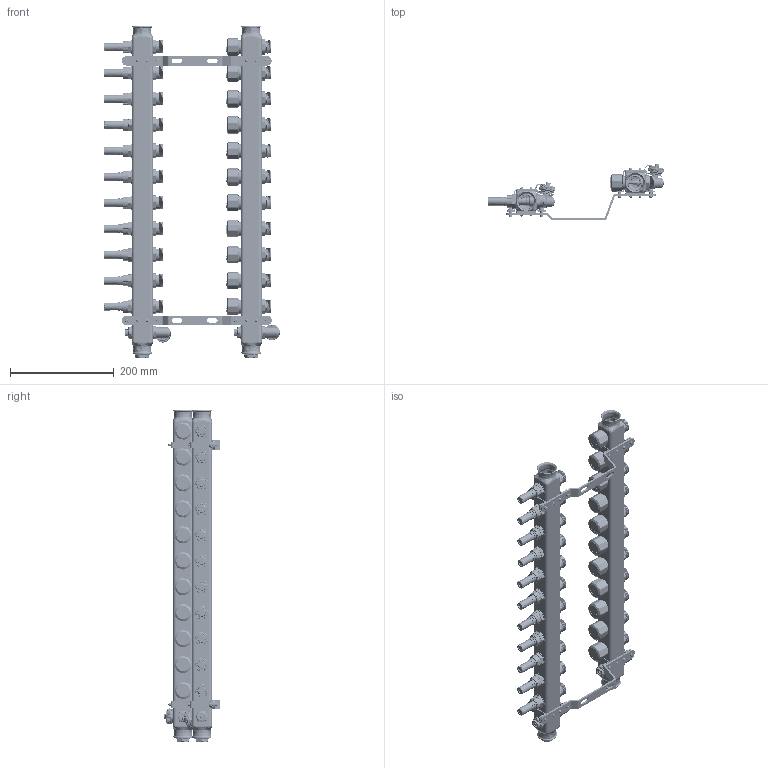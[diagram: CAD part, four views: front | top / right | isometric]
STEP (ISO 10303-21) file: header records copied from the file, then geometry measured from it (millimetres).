
FILE_DESCRIPTION (( 'STEP AP214' ), '1' );
FILE_NAME ('SSM-11RF.STEP', '2023-11-11T15:26:08', ( '' ), ( '' ), 'SwSTEP 2.0', 'SolidWorks 2018', '' );
FILE_SCHEMA (( 'AUTOMOTIVE_DESIGN' ));
Length unit declared in the file: millimetre
Products named in the file (51): 粟銅釱; O____10x2.5.STEP; 裝赽; 霜講數蚾饜极; O____13x1.5.STEP; 概郋郪蚾12; 囀鞠褒諉芛; 3100-15-02____.STEP; 齬ァ概呿蹋芛; 3100-15-04______.STEP; 祥凄詩裝赽; 326.200.00__________24.2x2.STEP; 媼芛簽; 3100-15-03____.STEP; 3100-15-05____.STEP; 粟銅概郋蚾饜极; 粟銅; O____7x1.5.STEP; 滑菸盓殤縐遠; W3100-15邿阨概.STEP; 蚾饜极す砎々; 呿蹋羲壽; 18X2; 18X2.5; 覦僅杶; 霜講數躇猾菜; W3100-15邿阨概; 砎蝶菁啣; 3100-15-01____.STEP; ѹñ; 肣菁啣; M6X12蹟佪; 粟銅杶; 7.6x1.9; 縐遠; O____22x2.STEP; SSM-11RF; 齬ァ概羲壽; O____16x1.9.STEP; 盓殤砎々18潔擒 ...
Assembly tree (114 placements, depth 5):
  SSM-11RF
    概郋郪蚾12
      懦伎鬥忒謫  x11
      囀鞠褒諉芛  x11
      粟銅概郋蚾饜极  x11
        媼芛簽
        ѹñ
        祥凄詩裝赽
        粟銅杶
        肣菁啣
        砎蝶菁啣
        7.6x1.9
        18X2.5
      12h
      黑簽
      W3100-15邿阨概
        W3100-15邿阨概.STEP
          3100-15-01____.STEP
          3100-15-02____.STEP
          3100-15-03____.STEP
          3100-15-04______.STEP
          O____10x2.5.STEP
          O____13x1.5.STEP
          O____7x1.5.STEP
          O____22x2.STEP
          3100-15-05____.STEP
          326.200.00__________24.2x2.STEP
          O____16x1.9.STEP  x2
          354.002.00__________.STEP
      齬ァ概
        齬ァ概肣璃
        齬ァ概呿蹋芛
        齬ァ概羲壽
        18X2
    霜講數郪蚾12
      12h
      霜講數諉芛  x11
      霜講數蚾饜极  x11
        呿蹋羲壽
        裝赽
        粟銅釱
        粟銅
        覦僅杶
        霜講數躇猾菜
        覦僅裔
        18X2
        霜講數肣媼芛
      黑簽
      W3100-15邿阨概
        W3100-15邿阨概.STEP
          3100-15-01____.STEP
          3100-15-02____.STEP
          3100-15-03____.STEP
          3100-15-04______.STEP
          O____10x2.5.STEP
          O____13x1.5.STEP
          O____7x1.5.STEP
          O____22x2.STEP
          3100-15-05____.STEP
          326.200.00__________24.2x2.STEP
Bounding box: 340.1 x 109.62 x 638.77 mm (x, y, z)
Volume: 925125.7 mm3; surface area: 968412.9 mm2
Topology: 291 solids, 291 shells, 13524 faces, 33986 edges, 21704 vertices
Faces by surface type: cylinder 5947, plane 3741, cone 2179, torus 1008, bspline 649
Entity records: 130609 total; most frequent: CARTESIAN_POINT 75439, ORIENTED_EDGE 11232, DIRECTION 10931, EDGE_CURVE 5616, AXIS2_PLACEMENT_3D 4472, VERTEX_POINT 3600, EDGE_LOOP 2458, CIRCLE 2250
